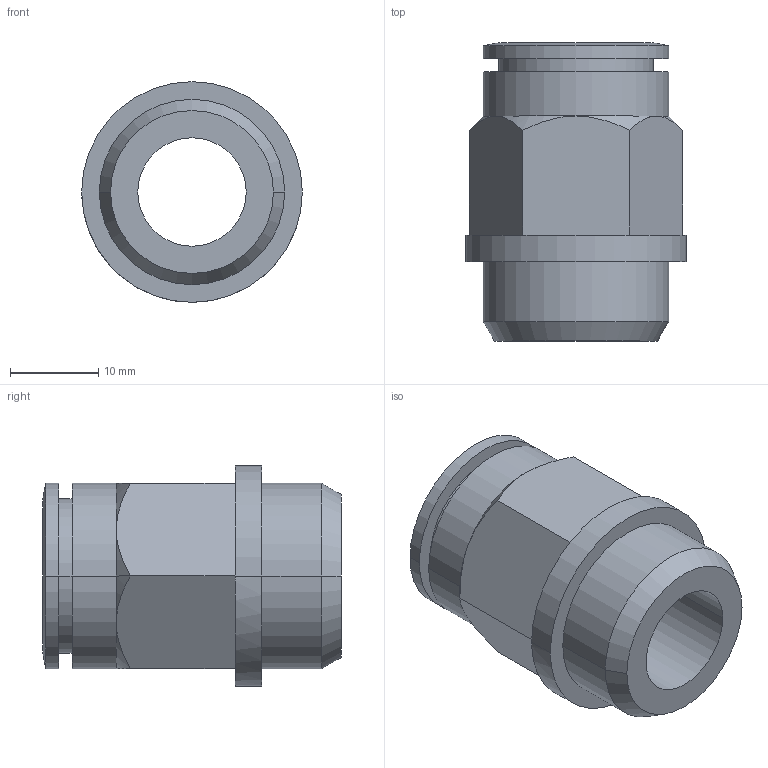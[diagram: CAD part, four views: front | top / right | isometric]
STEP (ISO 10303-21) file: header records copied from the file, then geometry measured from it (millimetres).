
FILE_DESCRIPTION((''),'2;1');
FILE_NAME('011412.stp','2003-05-26T16:45:08',('maffial1'),(''),'Autodesk Inventor (R) 6.0','Autodesk Inventor (R) 6.0','');
FILE_SCHEMA(('AUTOMOTIVE_DESIGN { 1 0 10303 214 1 1 1 1 }'));
Length unit declared in the file: millimetre
Products named in the file (1): 011412
Bounding box: 25 x 33.8 x 25 mm (x, y, z)
Volume: 7328.6 mm3; surface area: 4642.9 mm2
Topology: 1 solids, 1 shells, 39 faces, 83 edges, 51 vertices
Faces by surface type: plane 13, cylinder 12, cone 12, bspline 2
Entity records: 1093 total; most frequent: CARTESIAN_POINT 232, DIRECTION 186, ORIENTED_EDGE 166, EDGE_CURVE 83, AXIS2_PLACEMENT_3D 77, VERTEX_POINT 51, EDGE_LOOP 46, CIRCLE 39
